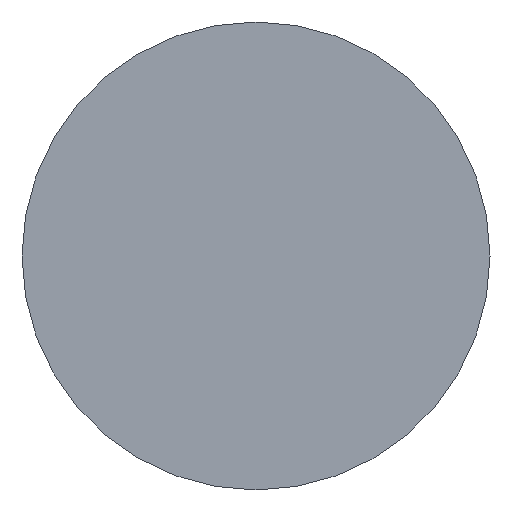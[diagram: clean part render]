
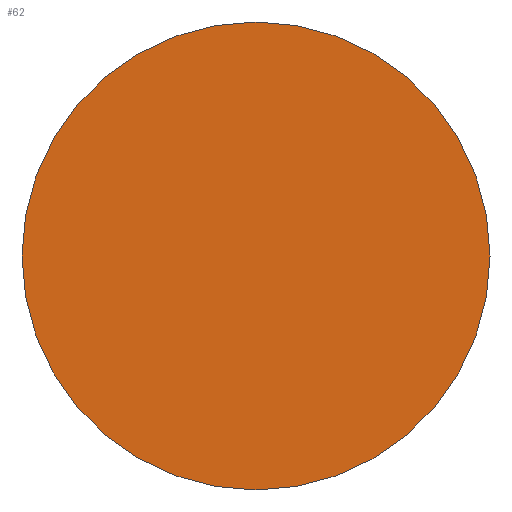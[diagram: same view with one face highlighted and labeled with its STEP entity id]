
A CAD part, front view. The second image highlights one B-rep face of the part: STEP entity #62.
In plain terms, the highlighted planar face has unit normal (0, -1, 0).
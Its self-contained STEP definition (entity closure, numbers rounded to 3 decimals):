
#62=ADVANCED_FACE('',(#89),#91,.T.);
#89=FACE_BOUND('',#90,.T.);
#90=EDGE_LOOP('',(#105));
#91=PLANE('',#92);
#92=AXIS2_PLACEMENT_3D('',#93,#94,#95);
#93=CARTESIAN_POINT('',(0.,-440.,0.));
#94=DIRECTION('',(0.,-1.,0.));
#95=DIRECTION('',(1.,0.,0.));
#105=ORIENTED_EDGE('',*,*,#108,.T.);
#108=EDGE_CURVE('',#111,#111,#112,.T.);
#111=VERTEX_POINT('',#118);
#112=CIRCLE('',#119,4.);
#118=CARTESIAN_POINT('',(4.,-440.,0.));
#119=AXIS2_PLACEMENT_3D('',#120,#121,#122);
#120=CARTESIAN_POINT('',(0.,-440.,0.));
#121=DIRECTION('',(0.,-1.,0.));
#122=DIRECTION('',(1.,0.,0.));
